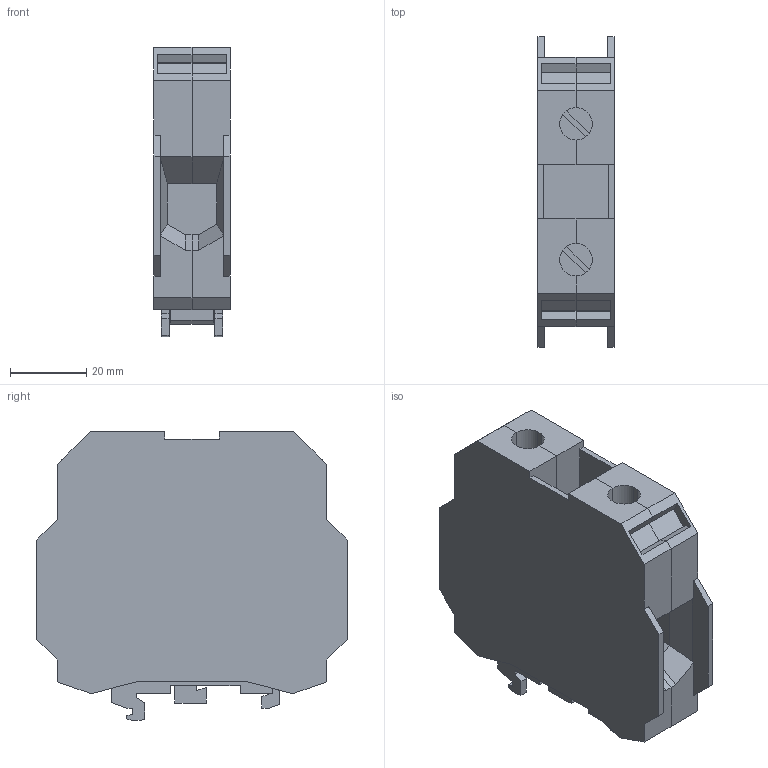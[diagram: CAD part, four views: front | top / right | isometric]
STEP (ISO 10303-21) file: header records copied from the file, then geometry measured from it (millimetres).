
FILE_DESCRIPTION(('STEP AP214'),'1');
FILE_NAME('cctmp_435EF4F4-032A-4A1A-B548-BBB4CED29E44_2023_07_24_09_31_29_0297..stp','2023-07-24T07:31:29',('SIEMENS A&D'),('CADClick - www.CADClick.com'),'Spatial InterOp 3D postprocessed',' ','unknown authorization');
FILE_SCHEMA(('AUTOMOTIVE_DESIGN'));
Length unit declared in the file: millimetre
Products named in the file (1): 2023_07_24_09_31_29_0281
Bounding box: 19.95 x 81.4 x 75.85 mm (x, y, z)
Volume: 73687.3 mm3; surface area: 22549.8 mm2
Topology: 1 solids, 1 shells, 191 faces, 541 edges, 352 vertices
Faces by surface type: plane 181, cylinder 10
Entity records: 6667 total; most frequent: CARTESIAN_POINT 1085, ORIENTED_EDGE 1082, DIRECTION 953, EDGE_CURVE 541, LINE 513, VECTOR 513, VERTEX_POINT 352, AXIS2_PLACEMENT_3D 220
